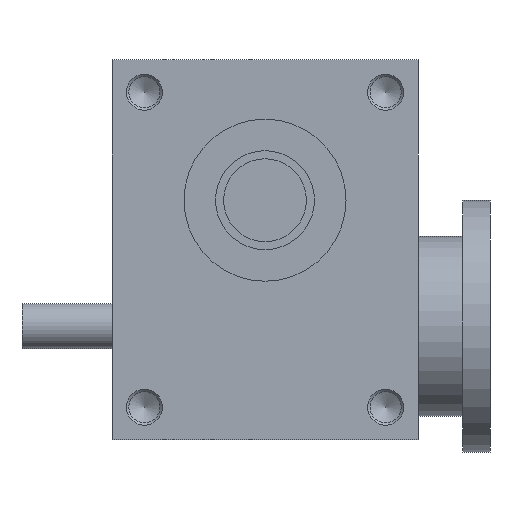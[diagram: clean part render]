
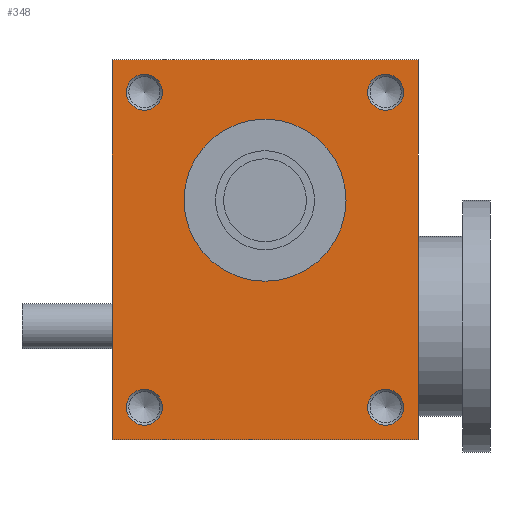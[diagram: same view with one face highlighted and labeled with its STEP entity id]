
A CAD part, front view. The second image highlights one B-rep face of the part: STEP entity #348.
In plain terms, the highlighted planar face has unit normal (0, -1, 0).
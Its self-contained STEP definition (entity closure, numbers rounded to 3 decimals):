
#348 = ADVANCED_FACE( '', ( #797, #798, #799, #800, #801, #802 ), #803, .F. );
#797 = FACE_BOUND( '', #1488, .T. );
#798 = FACE_BOUND( '', #1489, .T. );
#799 = FACE_BOUND( '', #1490, .T. );
#800 = FACE_BOUND( '', #1491, .T. );
#801 = FACE_BOUND( '', #1492, .T. );
#802 = FACE_OUTER_BOUND( '', #1493, .T. );
#803 = PLANE( '', #1494 );
#1488 = EDGE_LOOP( '', ( #2241 ) );
#1489 = EDGE_LOOP( '', ( #2242 ) );
#1490 = EDGE_LOOP( '', ( #2243 ) );
#1491 = EDGE_LOOP( '', ( #2244 ) );
#1492 = EDGE_LOOP( '', ( #2245 ) );
#1493 = EDGE_LOOP( '', ( #2246, #2247, #2248, #2249 ) );
#1494 = AXIS2_PLACEMENT_3D( '', #2250, #2251, #2252 );
#2241 = ORIENTED_EDGE( '', *, *, #3692, .F. );
#2242 = ORIENTED_EDGE( '', *, *, #3693, .F. );
#2243 = ORIENTED_EDGE( '', *, *, #3694, .F. );
#2244 = ORIENTED_EDGE( '', *, *, #3695, .F. );
#2245 = ORIENTED_EDGE( '', *, *, #3696, .T. );
#2246 = ORIENTED_EDGE( '', *, *, #3697, .T. );
#2247 = ORIENTED_EDGE( '', *, *, #3698, .F. );
#2248 = ORIENTED_EDGE( '', *, *, #3699, .F. );
#2249 = ORIENTED_EDGE( '', *, *, #3700, .T. );
#2250 = CARTESIAN_POINT( '', ( -85., -75., 105.5 ) );
#2251 = DIRECTION( '', ( 0., 1., 0. ) );
#2252 = DIRECTION( '', ( 0., 0., 1. ) );
#3692 = EDGE_CURVE( '', #4318, #4318, #4319, .T. );
#3693 = EDGE_CURVE( '', #4320, #4320, #4321, .T. );
#3694 = EDGE_CURVE( '', #4322, #4322, #4323, .T. );
#3695 = EDGE_CURVE( '', #4324, #4324, #4325, .T. );
#3696 = EDGE_CURVE( '', #4326, #4326, #4327, .T. );
#3697 = EDGE_CURVE( '', #4328, #4329, #4330, .T. );
#3698 = EDGE_CURVE( '', #4331, #4329, #4332, .T. );
#3699 = EDGE_CURVE( '', #4333, #4331, #4334, .T. );
#3700 = EDGE_CURVE( '', #4333, #4328, #4335, .T. );
#4318 = VERTEX_POINT( '', #5195 );
#4319 = CIRCLE( '', #5196, 10. );
#4320 = VERTEX_POINT( '', #5197 );
#4321 = CIRCLE( '', #5198, 10. );
#4322 = VERTEX_POINT( '', #5199 );
#4323 = CIRCLE( '', #5200, 10. );
#4324 = VERTEX_POINT( '', #5201 );
#4325 = CIRCLE( '', #5202, 10. );
#4326 = VERTEX_POINT( '', #5203 );
#4327 = CIRCLE( '', #5204, 45. );
#4328 = VERTEX_POINT( '', #5205 );
#4329 = VERTEX_POINT( '', #5206 );
#4330 = LINE( '', #5207, #5208 );
#4331 = VERTEX_POINT( '', #5209 );
#4332 = LINE( '', #5210, #5211 );
#4333 = VERTEX_POINT( '', #5212 );
#4334 = LINE( '', #5213, #5214 );
#4335 = LINE( '', #5215, #5216 );
#5195 = CARTESIAN_POINT( '', ( -67., -75., -97.5 ) );
#5196 = AXIS2_PLACEMENT_3D( '', #6252, #6253, #6254 );
#5197 = CARTESIAN_POINT( '', ( -67., -75., 77.5 ) );
#5198 = AXIS2_PLACEMENT_3D( '', #6255, #6256, #6257 );
#5199 = CARTESIAN_POINT( '', ( 67., -75., 77.5 ) );
#5200 = AXIS2_PLACEMENT_3D( '', #6258, #6259, #6260 );
#5201 = CARTESIAN_POINT( '', ( 67., -75., -97.5 ) );
#5202 = AXIS2_PLACEMENT_3D( '', #6261, #6262, #6263 );
#5203 = CARTESIAN_POINT( '', ( 45., -75., 27.5 ) );
#5204 = AXIS2_PLACEMENT_3D( '', #6264, #6265, #6266 );
#5205 = CARTESIAN_POINT( '', ( -85., -75., -105.5 ) );
#5206 = CARTESIAN_POINT( '', ( 85., -75., -105.5 ) );
#5207 = CARTESIAN_POINT( '', ( -85., -75., -105.5 ) );
#5208 = VECTOR( '', #6267, 1000. );
#5209 = CARTESIAN_POINT( '', ( 85., -75., 105.5 ) );
#5210 = CARTESIAN_POINT( '', ( 85., -75., 105.5 ) );
#5211 = VECTOR( '', #6268, 1000. );
#5212 = CARTESIAN_POINT( '', ( -85., -75., 105.5 ) );
#5213 = CARTESIAN_POINT( '', ( -85., -75., 105.5 ) );
#5214 = VECTOR( '', #6269, 1000. );
#5215 = CARTESIAN_POINT( '', ( -85., -75., 105.5 ) );
#5216 = VECTOR( '', #6270, 1000. );
#6252 = CARTESIAN_POINT( '', ( -67., -75., -87.5 ) );
#6253 = DIRECTION( '', ( 0., -1., 0. ) );
#6254 = DIRECTION( '', ( 0., 0., -1. ) );
#6255 = CARTESIAN_POINT( '', ( -67., -75., 87.5 ) );
#6256 = DIRECTION( '', ( 0., -1., 0. ) );
#6257 = DIRECTION( '', ( 0., 0., -1. ) );
#6258 = CARTESIAN_POINT( '', ( 67., -75., 87.5 ) );
#6259 = DIRECTION( '', ( 0., -1., 0. ) );
#6260 = DIRECTION( '', ( 0., 0., -1. ) );
#6261 = CARTESIAN_POINT( '', ( 67., -75., -87.5 ) );
#6262 = DIRECTION( '', ( 0., -1., 0. ) );
#6263 = DIRECTION( '', ( 0., 0., -1. ) );
#6264 = CARTESIAN_POINT( '', ( 0., -75., 27.5 ) );
#6265 = DIRECTION( '', ( 0., 1., 0. ) );
#6266 = DIRECTION( '', ( 1., 0., 0. ) );
#6267 = DIRECTION( '', ( 1., 0., 0. ) );
#6268 = DIRECTION( '', ( 0., 0., -1. ) );
#6269 = DIRECTION( '', ( 1., 0., 0. ) );
#6270 = DIRECTION( '', ( 0., 0., -1. ) );
